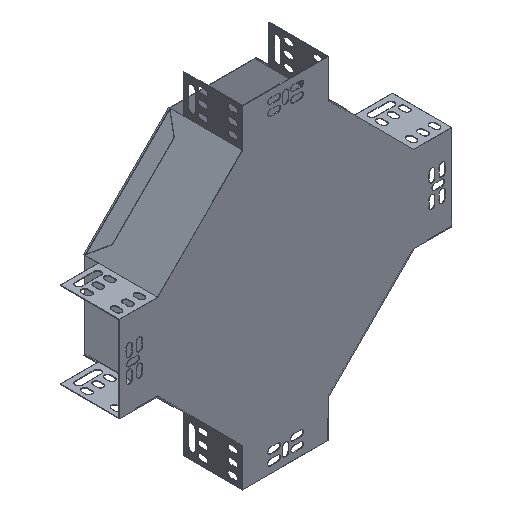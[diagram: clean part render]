
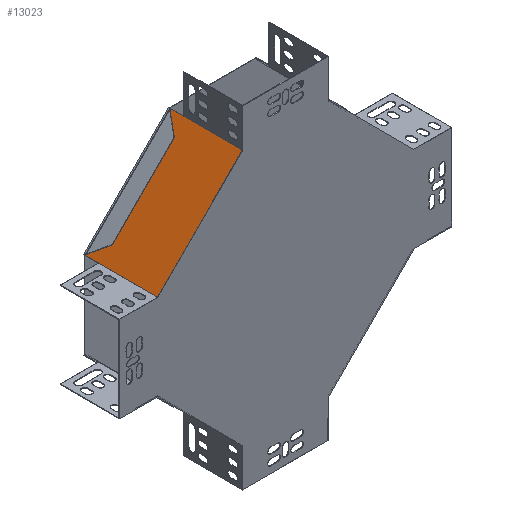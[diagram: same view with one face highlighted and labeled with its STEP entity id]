
A CAD part, isometric view. The second image highlights one B-rep face of the part: STEP entity #13023.
In plain terms, the highlighted planar face has unit normal (-0.707, 0, 0.707).
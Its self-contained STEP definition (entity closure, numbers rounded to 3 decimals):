
#407 = CARTESIAN_POINT ( 'NONE',  ( -142.336, 104.964, 55.05 ) ) ;
#529 = EDGE_CURVE ( 'NONE', #6376, #7744, #11405, .T. ) ;
#556 = VERTEX_POINT ( 'NONE', #8291 ) ;
#1118 = VECTOR ( 'NONE', #6772, 1000. ) ;
#1524 = DIRECTION ( 'NONE',  ( -0.707, 0., -0.707 ) ) ;
#1585 = ORIENTED_EDGE ( 'NONE', *, *, #3381, .T. ) ;
#1599 = AXIS2_PLACEMENT_3D ( 'NONE', #407, #9682, #3488 ) ;
#1747 = EDGE_LOOP ( 'NONE', ( #10005, #9508, #6773, #8882, #1585, #12934 ) ) ;
#2658 = CARTESIAN_POINT ( 'NONE',  ( -42.336, 104.964, 155.05 ) ) ;
#2682 = VERTEX_POINT ( 'NONE', #7172 ) ;
#2749 = LINE ( 'NONE', #3522, #10998 ) ;
#3381 = EDGE_CURVE ( 'NONE', #556, #8728, #3724, .T. ) ;
#3462 = EDGE_CURVE ( 'NONE', #12584, #2682, #2749, .T. ) ;
#3488 = DIRECTION ( 'NONE',  ( -0.707, 0., -0.707 ) ) ;
#3513 = EDGE_CURVE ( 'NONE', #8728, #12584, #13111, .T. ) ;
#3522 = CARTESIAN_POINT ( 'NONE',  ( -142.336, 104.964, 55.05 ) ) ;
#3561 = VECTOR ( 'NONE', #7836, 1000. ) ;
#3582 = EDGE_CURVE ( 'NONE', #2682, #7744, #3874, .T. ) ;
#3594 = EDGE_CURVE ( 'NONE', #6376, #556, #9377, .T. ) ;
#3724 = LINE ( 'NONE', #10613, #11655 ) ;
#3874 = LINE ( 'NONE', #7798, #1118 ) ;
#4105 = CARTESIAN_POINT ( 'NONE',  ( -142.336, 189.164, 55.05 ) ) ;
#4422 = DIRECTION ( 'NONE',  ( 0., 1., 0. ) ) ;
#4482 = PLANE ( 'NONE',  #1599 ) ;
#4601 = CARTESIAN_POINT ( 'NONE',  ( -142.336, 189.164, 55.05 ) ) ;
#5299 = FACE_OUTER_BOUND ( 'NONE', #1747, .T. ) ;
#6326 = CARTESIAN_POINT ( 'NONE',  ( -42.336, 104.164, 155.05 ) ) ;
#6376 = VERTEX_POINT ( 'NONE', #6326 ) ;
#6772 = DIRECTION ( 'NONE',  ( 0., -1., 0. ) ) ;
#6773 = ORIENTED_EDGE ( 'NONE', *, *, #529, .F. ) ;
#7172 = CARTESIAN_POINT ( 'NONE',  ( -142.336, 174.164, 55.05 ) ) ;
#7744 = VERTEX_POINT ( 'NONE', #9189 ) ;
#7798 = CARTESIAN_POINT ( 'NONE',  ( -142.336, 174.164, 55.05 ) ) ;
#7836 = DIRECTION ( 'NONE',  ( 0., 1., 0. ) ) ;
#7904 = VECTOR ( 'NONE', #1524, 1000. ) ;
#8291 = CARTESIAN_POINT ( 'NONE',  ( -42.336, 174.164, 155.05 ) ) ;
#8680 = VECTOR ( 'NONE', #12418, 1000. ) ;
#8728 = VERTEX_POINT ( 'NONE', #12179 ) ;
#8882 = ORIENTED_EDGE ( 'NONE', *, *, #3594, .T. ) ;
#9189 = CARTESIAN_POINT ( 'NONE',  ( -142.336, 104.164, 55.05 ) ) ;
#9377 = LINE ( 'NONE', #2658, #3561 ) ;
#9508 = ORIENTED_EDGE ( 'NONE', *, *, #3582, .T. ) ;
#9682 = DIRECTION ( 'NONE',  ( 0.707, 0., -0.707 ) ) ;
#10005 = ORIENTED_EDGE ( 'NONE', *, *, #3462, .T. ) ;
#10613 = CARTESIAN_POINT ( 'NONE',  ( -42.336, 104.964, 155.05 ) ) ;
#10998 = VECTOR ( 'NONE', #11805, 1000. ) ;
#11371 = CARTESIAN_POINT ( 'NONE',  ( -41.536, 104.164, 155.85 ) ) ;
#11405 = LINE ( 'NONE', #11371, #8680 ) ;
#11655 = VECTOR ( 'NONE', #4422, 1000. ) ;
#11805 = DIRECTION ( 'NONE',  ( 0., -1., 0. ) ) ;
#12179 = CARTESIAN_POINT ( 'NONE',  ( -42.336, 189.164, 155.05 ) ) ;
#12418 = DIRECTION ( 'NONE',  ( -0.707, 0., -0.707 ) ) ;
#12584 = VERTEX_POINT ( 'NONE', #4105 ) ;
#12934 = ORIENTED_EDGE ( 'NONE', *, *, #3513, .T. ) ;
#13023 = ADVANCED_FACE ( 'NONE', ( #5299 ), #4482, .F. ) ;
#13111 = LINE ( 'NONE', #4601, #7904 ) ;
